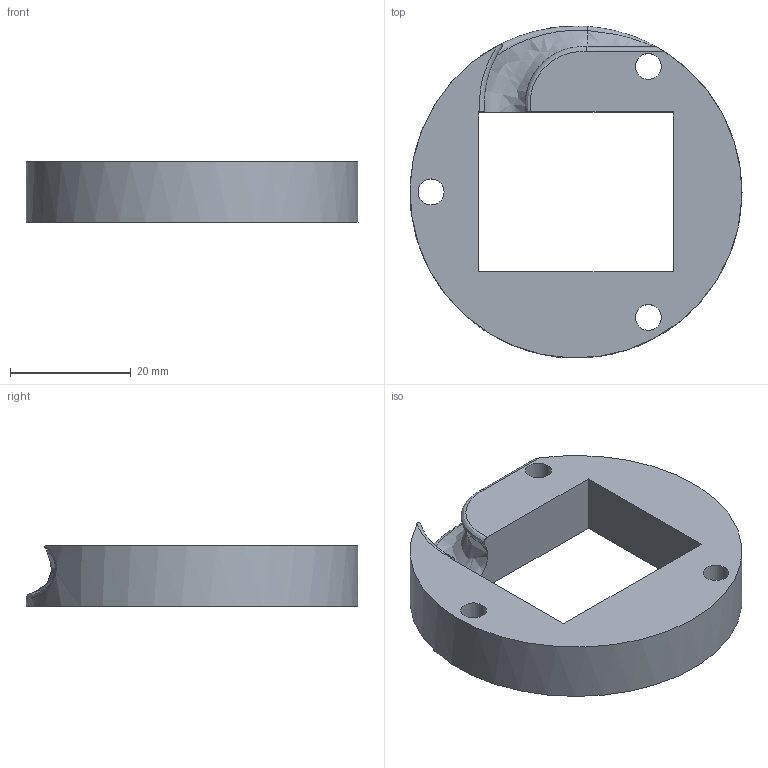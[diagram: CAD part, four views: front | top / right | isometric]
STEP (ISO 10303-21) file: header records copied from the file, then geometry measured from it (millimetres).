
FILE_DESCRIPTION(/* description */ ('STEP AP242','CAx-IF Rec.Pracs.---Representation and Presentation of Product Manufacturing Information (PMI)---4.0---2014-10-13','CAx-IF Rec.Pracs.---3D Tessellated Geometry---0.4---2014-09-14','2;1'),/* implementation_level */ '2;1');
FILE_NAME(/* name */ '65a0c766f8c48951a29cbc70',/* time_stamp */ '2024-01-12T05:00:23Z',/* author */ (''),/* organization */ (''),/* preprocessor_version */ 'ST-DEVELOPER v19.4',/* originating_system */ ' ',/* authorisation */ ' ');
FILE_SCHEMA (('AP242_MANAGED_MODEL_BASED_3D_ENGINEERING_MIM_LF { 1 0 10303 442 1 1 4 }'));
Length unit declared in the file: metre
Products named in the file (1): USB spool tube spacer
Bounding box: 54.99 x 54.98 x 10 mm (x, y, z)
Volume: 13552.7 mm3; surface area: 6241.6 mm2
Topology: 1 solids, 1 shells, 17 faces, 51 edges, 35 vertices
Faces by surface type: plane 6, bspline 6, cylinder 5
Full cylindrical faces by diameter (mm): 4.3 x3, 55 x1
Entity records: 1041 total; most frequent: CARTESIAN_POINT 635, ORIENTED_EDGE 86, DIRECTION 57, EDGE_CURVE 43, VERTEX_POINT 31, EDGE_LOOP 28, FACE_BOUND 28, AXIS2_PLACEMENT_3D 21
